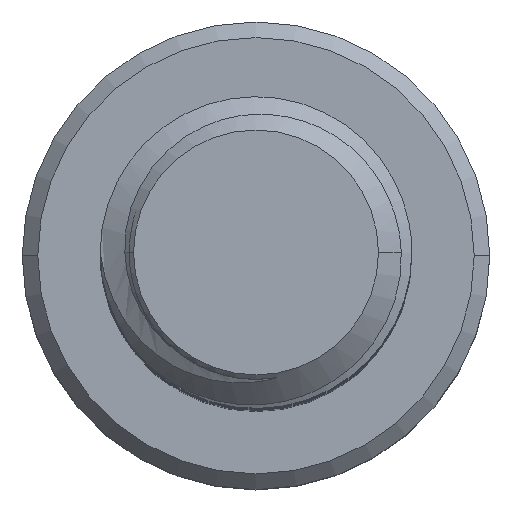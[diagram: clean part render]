
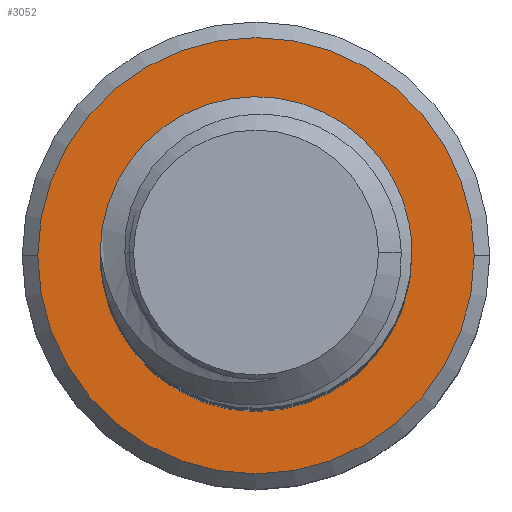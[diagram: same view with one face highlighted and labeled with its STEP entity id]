
A CAD part, top view. The second image highlights one B-rep face of the part: STEP entity #3052.
In plain terms, the highlighted planar face has unit normal (0, 0, 1).
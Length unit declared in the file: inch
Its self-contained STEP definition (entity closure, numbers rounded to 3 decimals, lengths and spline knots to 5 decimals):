
#287 = DIRECTION ( 'NONE',  ( -1., 0., 0. ) ) ;
#288 = DIRECTION ( 'NONE',  ( 0., 0., 1. ) ) ;
#289 = CARTESIAN_POINT ( 'NONE',  ( 0., 0., -1.5 ) ) ;
#532 = CARTESIAN_POINT ( 'NONE',  ( -0.175, 0., -1.5 ) ) ;
#567 = CARTESIAN_POINT ( 'NONE',  ( 0.175, 0., -1.5 ) ) ;
#616 = CARTESIAN_POINT ( 'NONE',  ( 0.125, 0., -1.5 ) ) ;
#688 = CARTESIAN_POINT ( 'NONE',  ( -0.125, 0., -1.5 ) ) ;
#1794 = DIRECTION ( 'NONE',  ( -1., 0., 0. ) ) ;
#1802 = DIRECTION ( 'NONE',  ( 0., 0., 1. ) ) ;
#2221 = CIRCLE ( 'NONE', #2962, 0.175 ) ;
#2241 = FACE_OUTER_BOUND ( 'NONE', #4512, .T. ) ;
#2248 = FACE_BOUND ( 'NONE', #4551, .T. ) ;
#2327 = CIRCLE ( 'NONE', #6360, 0.125 ) ;
#2765 = EDGE_CURVE ( 'NONE', #7304, #7301, #3994, .T. ) ;
#2784 = EDGE_CURVE ( 'NONE', #7251, #7284, #4020, .T. ) ;
#2915 = EDGE_CURVE ( 'NONE', #7301, #7304, #2221, .T. ) ;
#2953 = AXIS2_PLACEMENT_3D ( 'NONE', #3160, #3143, #3142 ) ;
#2954 = AXIS2_PLACEMENT_3D ( 'NONE', #3137, #1802, #1794 ) ;
#2962 = AXIS2_PLACEMENT_3D ( 'NONE', #5900, #5254, #5256 ) ;
#2975 = AXIS2_PLACEMENT_3D ( 'NONE', #5080, #5075, #5074 ) ;
#3052 = ADVANCED_FACE ( 'NONE', ( #2241, #2248 ), #5079, .F. ) ;
#3137 = CARTESIAN_POINT ( 'NONE',  ( 0., 0., -1.5 ) ) ;
#3142 = DIRECTION ( 'NONE',  ( -1., 0., 0. ) ) ;
#3143 = DIRECTION ( 'NONE',  ( 0., 0., 1. ) ) ;
#3160 = CARTESIAN_POINT ( 'NONE',  ( 0., 0., -1.5 ) ) ;
#3994 = CIRCLE ( 'NONE', #2953, 0.175 ) ;
#4020 = CIRCLE ( 'NONE', #2954, 0.125 ) ;
#4512 = EDGE_LOOP ( 'NONE', ( #4604, #4597 ) ) ;
#4551 = EDGE_LOOP ( 'NONE', ( #4568, #4661 ) ) ;
#4568 = ORIENTED_EDGE ( 'NONE', *, *, #7578, .F. ) ;
#4597 = ORIENTED_EDGE ( 'NONE', *, *, #2915, .T. ) ;
#4604 = ORIENTED_EDGE ( 'NONE', *, *, #2765, .T. ) ;
#4661 = ORIENTED_EDGE ( 'NONE', *, *, #2784, .F. ) ;
#5074 = DIRECTION ( 'NONE',  ( -1., 0., 0. ) ) ;
#5075 = DIRECTION ( 'NONE',  ( 0., 0., -1. ) ) ;
#5079 = PLANE ( 'NONE',  #2975 ) ;
#5080 = CARTESIAN_POINT ( 'NONE',  ( 0., 0., -1.5 ) ) ;
#5254 = DIRECTION ( 'NONE',  ( 0., 0., 1. ) ) ;
#5256 = DIRECTION ( 'NONE',  ( -1., 0., 0. ) ) ;
#5900 = CARTESIAN_POINT ( 'NONE',  ( 0., 0., -1.5 ) ) ;
#6360 = AXIS2_PLACEMENT_3D ( 'NONE', #289, #288, #287 ) ;
#7251 = VERTEX_POINT ( 'NONE', #688 ) ;
#7284 = VERTEX_POINT ( 'NONE', #616 ) ;
#7301 = VERTEX_POINT ( 'NONE', #567 ) ;
#7304 = VERTEX_POINT ( 'NONE', #532 ) ;
#7578 = EDGE_CURVE ( 'NONE', #7284, #7251, #2327, .T. ) ;
